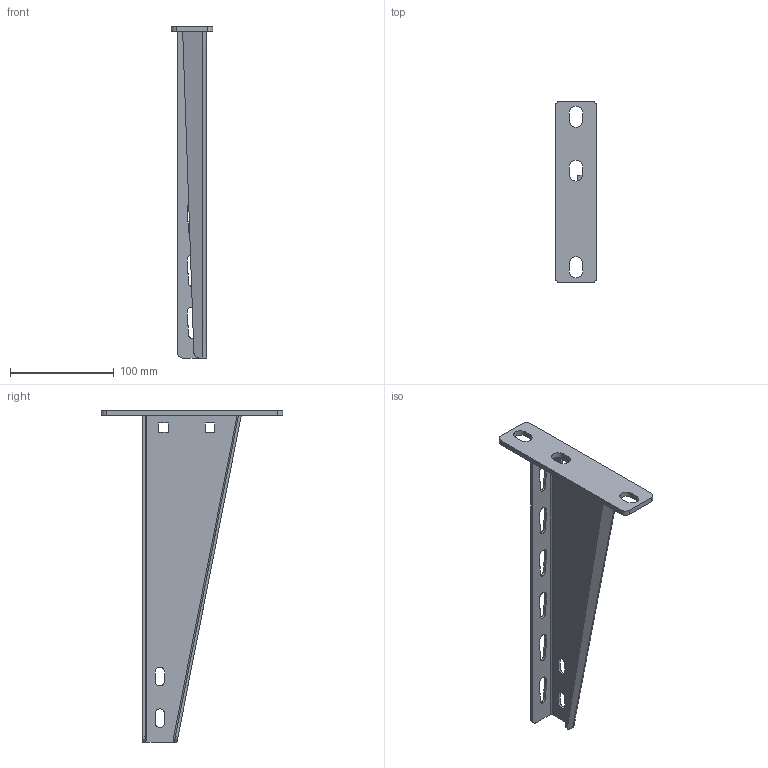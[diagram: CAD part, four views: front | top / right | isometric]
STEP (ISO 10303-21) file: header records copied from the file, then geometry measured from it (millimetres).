
FILE_DESCRIPTION((''),'2;1');
FILE_NAME('711230_ASM','2019-01-11T12:46:37',('tomasz.grudniewski'),(''),'CREO PARAMETRIC BY PTC INC, 2018400','CREO PARAMETRIC BY PTC INC, 2018400','');
FILE_SCHEMA(('CONFIG_CONTROL_DESIGN'));
Length unit declared in the file: millimetre
Products named in the file (3): WWC300_PRT; WWC200_1_PRT; 711230_ASM
Assembly tree (2 placements, depth 2):
  711230_ASM
    WWC300_PRT
    WWC200_1_PRT
Bounding box: 40 x 175 x 320 mm (x, y, z)
Volume: 107587.3 mm3; surface area: 79932.6 mm2
Topology: 2 solids, 2 shells, 110 faces, 302 edges, 196 vertices
Faces by surface type: plane 64, cylinder 42, bspline 4
Entity records: 3758 total; most frequent: CARTESIAN_POINT 763, DIRECTION 608, ORIENTED_EDGE 604, EDGE_CURVE 302, VECTOR 214, LINE 214, AXIS2_PLACEMENT_3D 197, VERTEX_POINT 196
